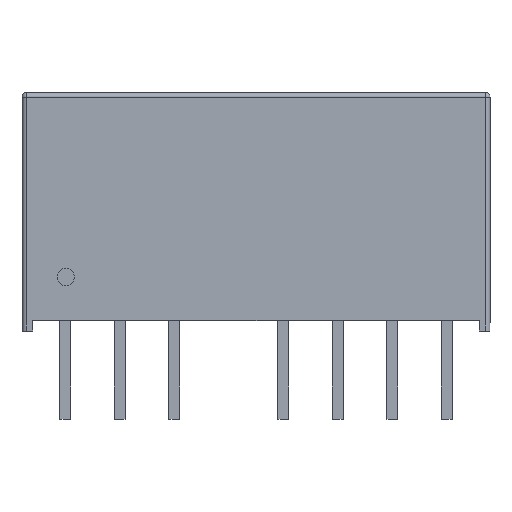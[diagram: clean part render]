
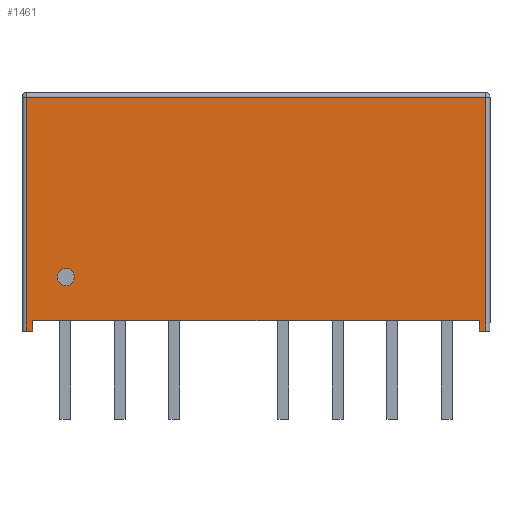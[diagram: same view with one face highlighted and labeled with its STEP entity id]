
A CAD part, top view. The second image highlights one B-rep face of the part: STEP entity #1461.
In plain terms, the highlighted planar face has unit normal (0, 0, 1).
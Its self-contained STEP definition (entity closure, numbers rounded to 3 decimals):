
#119 = VERTEX_POINT ( 'NONE', #1548 ) ;
#132 = VERTEX_POINT ( 'NONE', #507 ) ;
#135 = DIRECTION ( 'NONE',  ( 1., 0., 0. ) ) ;
#157 = CIRCLE ( 'NONE', #1154, 0.401 ) ;
#176 = EDGE_CURVE ( 'NONE', #394, #1263, #2032, .T. ) ;
#191 = EDGE_CURVE ( 'NONE', #786, #1430, #2184, .T. ) ;
#201 = CARTESIAN_POINT ( 'NONE',  ( -10.7, 10.6, 4.6 ) ) ;
#209 = CARTESIAN_POINT ( 'NONE',  ( -10.9, -0.5, 4.6 ) ) ;
#239 = FACE_OUTER_BOUND ( 'NONE', #1601, .T. ) ;
#284 = ORIENTED_EDGE ( 'NONE', *, *, #1014, .T. ) ;
#301 = CARTESIAN_POINT ( 'NONE',  ( -8.864, 2.014, 4.6 ) ) ;
#311 = VERTEX_POINT ( 'NONE', #1941 ) ;
#325 = DIRECTION ( 'NONE',  ( 0., 1., 0. ) ) ;
#345 = VERTEX_POINT ( 'NONE', #575 ) ;
#370 = EDGE_CURVE ( 'NONE', #1417, #345, #1858, .T. ) ;
#391 = DIRECTION ( 'NONE',  ( 0., 1., 0. ) ) ;
#394 = VERTEX_POINT ( 'NONE', #1466 ) ;
#405 = CARTESIAN_POINT ( 'NONE',  ( -10.9, 10.4, 4.6 ) ) ;
#471 = VECTOR ( 'NONE', #1583, 1000. ) ;
#485 = DIRECTION ( 'NONE',  ( 0., 1., 0. ) ) ;
#507 = CARTESIAN_POINT ( 'NONE',  ( 10.4, -0.5, 4.6 ) ) ;
#526 = CARTESIAN_POINT ( 'NONE',  ( -8.864, 2.014, 4.6 ) ) ;
#539 = DIRECTION ( 'NONE',  ( 1., 0., 0. ) ) ;
#575 = CARTESIAN_POINT ( 'NONE',  ( -10.7, 10.4, 4.6 ) ) ;
#584 = VECTOR ( 'NONE', #539, 1000. ) ;
#596 = ORIENTED_EDGE ( 'NONE', *, *, #1116, .T. ) ;
#617 = LINE ( 'NONE', #201, #1069 ) ;
#724 = LINE ( 'NONE', #888, #1400 ) ;
#730 = LINE ( 'NONE', #1690, #1103 ) ;
#747 = LINE ( 'NONE', #209, #471 ) ;
#786 = VERTEX_POINT ( 'NONE', #901 ) ;
#795 = CARTESIAN_POINT ( 'NONE',  ( 10.4, 0., 4.6 ) ) ;
#888 = CARTESIAN_POINT ( 'NONE',  ( 10.7, 10.6, 4.6 ) ) ;
#901 = CARTESIAN_POINT ( 'NONE',  ( -10.4, 0., 4.6 ) ) ;
#910 = EDGE_LOOP ( 'NONE', ( #1711, #1726 ) ) ;
#959 = ORIENTED_EDGE ( 'NONE', *, *, #2017, .F. ) ;
#985 = ORIENTED_EDGE ( 'NONE', *, *, #191, .T. ) ;
#1014 = EDGE_CURVE ( 'NONE', #1673, #786, #1310, .T. ) ;
#1037 = AXIS2_PLACEMENT_3D ( 'NONE', #1334, #1166, #2226 ) ;
#1038 = LINE ( 'NONE', #1324, #1697 ) ;
#1050 = DIRECTION ( 'NONE',  ( 0., 0., 1. ) ) ;
#1069 = VECTOR ( 'NONE', #1202, 1000. ) ;
#1103 = VECTOR ( 'NONE', #2021, 1000. ) ;
#1116 = EDGE_CURVE ( 'NONE', #345, #311, #617, .T. ) ;
#1121 = EDGE_CURVE ( 'NONE', #1673, #311, #747, .T. ) ;
#1124 = CARTESIAN_POINT ( 'NONE',  ( 10.7, 10.4, 4.6 ) ) ;
#1154 = AXIS2_PLACEMENT_3D ( 'NONE', #301, #1318, #135 ) ;
#1166 = DIRECTION ( 'NONE',  ( 0., 0., -1. ) ) ;
#1188 = VECTOR ( 'NONE', #1242, 1000. ) ;
#1194 = ORIENTED_EDGE ( 'NONE', *, *, #1121, .F. ) ;
#1202 = DIRECTION ( 'NONE',  ( 0., -1., 0. ) ) ;
#1226 = FACE_BOUND ( 'NONE', #910, .T. ) ;
#1242 = DIRECTION ( 'NONE',  ( -1., 0., 0. ) ) ;
#1263 = VERTEX_POINT ( 'NONE', #2116 ) ;
#1310 = LINE ( 'NONE', #1531, #2164 ) ;
#1318 = DIRECTION ( 'NONE',  ( 0., 0., 1. ) ) ;
#1324 = CARTESIAN_POINT ( 'NONE',  ( 10.4, -0.5, 4.6 ) ) ;
#1327 = PLANE ( 'NONE',  #1037 ) ;
#1334 = CARTESIAN_POINT ( 'NONE',  ( 10.9, 10.6, 4.6 ) ) ;
#1378 = CARTESIAN_POINT ( 'NONE',  ( 10.9, 0., 4.6 ) ) ;
#1400 = VECTOR ( 'NONE', #391, 1000. ) ;
#1417 = VERTEX_POINT ( 'NONE', #1124 ) ;
#1430 = VERTEX_POINT ( 'NONE', #795 ) ;
#1461 = ADVANCED_FACE ( 'NONE', ( #1226, #239 ), #1327, .F. ) ;
#1466 = CARTESIAN_POINT ( 'NONE',  ( -8.463, 2.014, 4.6 ) ) ;
#1474 = EDGE_CURVE ( 'NONE', #1263, #394, #157, .T. ) ;
#1531 = CARTESIAN_POINT ( 'NONE',  ( -10.4, -0.5, 4.6 ) ) ;
#1548 = CARTESIAN_POINT ( 'NONE',  ( 10.7, -0.5, 4.6 ) ) ;
#1583 = DIRECTION ( 'NONE',  ( -1., 0., 0. ) ) ;
#1593 = ORIENTED_EDGE ( 'NONE', *, *, #370, .T. ) ;
#1601 = EDGE_LOOP ( 'NONE', ( #1856, #2052, #1593, #596, #1194, #284, #985, #959 ) ) ;
#1673 = VERTEX_POINT ( 'NONE', #1945 ) ;
#1690 = CARTESIAN_POINT ( 'NONE',  ( 10.9, -0.5, 4.6 ) ) ;
#1697 = VECTOR ( 'NONE', #325, 1000. ) ;
#1711 = ORIENTED_EDGE ( 'NONE', *, *, #176, .F. ) ;
#1726 = ORIENTED_EDGE ( 'NONE', *, *, #1474, .F. ) ;
#1763 = EDGE_CURVE ( 'NONE', #119, #132, #730, .T. ) ;
#1856 = ORIENTED_EDGE ( 'NONE', *, *, #1763, .F. ) ;
#1858 = LINE ( 'NONE', #405, #1188 ) ;
#1941 = CARTESIAN_POINT ( 'NONE',  ( -10.7, -0.5, 4.6 ) ) ;
#1945 = CARTESIAN_POINT ( 'NONE',  ( -10.4, -0.5, 4.6 ) ) ;
#1992 = AXIS2_PLACEMENT_3D ( 'NONE', #526, #1050, #2085 ) ;
#2017 = EDGE_CURVE ( 'NONE', #132, #1430, #1038, .T. ) ;
#2021 = DIRECTION ( 'NONE',  ( -1., 0., 0. ) ) ;
#2032 = CIRCLE ( 'NONE', #1992, 0.401 ) ;
#2052 = ORIENTED_EDGE ( 'NONE', *, *, #2066, .T. ) ;
#2066 = EDGE_CURVE ( 'NONE', #119, #1417, #724, .T. ) ;
#2085 = DIRECTION ( 'NONE',  ( 1., 0., 0. ) ) ;
#2116 = CARTESIAN_POINT ( 'NONE',  ( -9.264, 2.014, 4.6 ) ) ;
#2164 = VECTOR ( 'NONE', #485, 1000. ) ;
#2184 = LINE ( 'NONE', #1378, #584 ) ;
#2226 = DIRECTION ( 'NONE',  ( -1., 0., 0. ) ) ;
